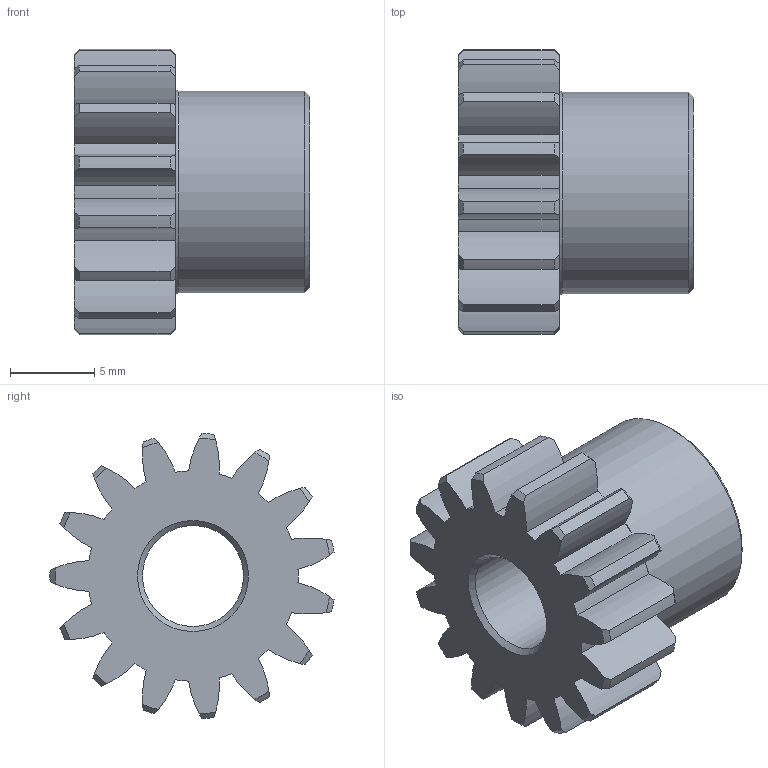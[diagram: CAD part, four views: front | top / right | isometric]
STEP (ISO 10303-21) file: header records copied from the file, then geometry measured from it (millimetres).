
FILE_DESCRIPTION( ( 'STEP AP203' ), '1' );
FILE_NAME( 'SSY1-15_On.stp', '2020-10-25T08:07:37', ( 'License CC BY-ND 4.0' ), ( 'CADENAS' ), ' ', 'PARTsolutions', ' ' );
FILE_SCHEMA( ( 'CONFIG_CONTROL_DESIGN' ) );
Length unit declared in the file: millimetre
Products named in the file (1): _SSY1-15_On
Bounding box: 14 x 16.88 x 16.97 mm (x, y, z)
Volume: 1531.7 mm3; surface area: 1393.9 mm2
Topology: 1 solids, 1 shells, 99 faces, 284 edges, 188 vertices
Faces by surface type: cylinder 62, cone 33, plane 3, torus 1
Full cylindrical faces by diameter (mm): 6 x1, 12 x1
Entity records: 3402 total; most frequent: CARTESIAN_POINT 746, DIRECTION 576, ORIENTED_EDGE 556, EDGE_CURVE 278, AXIS2_PLACEMENT_3D 258, VERTEX_POINT 188, CIRCLE 158, EDGE_LOOP 108
